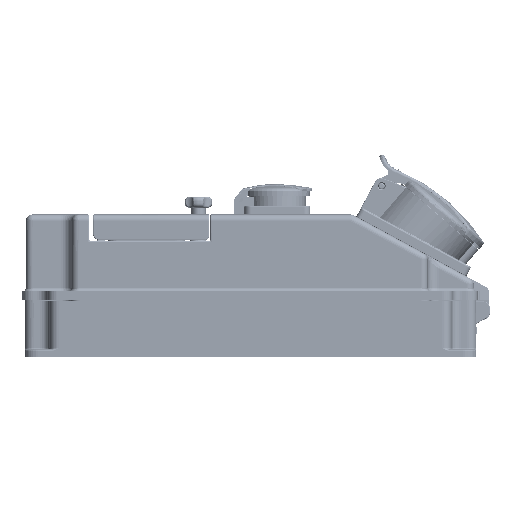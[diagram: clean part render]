
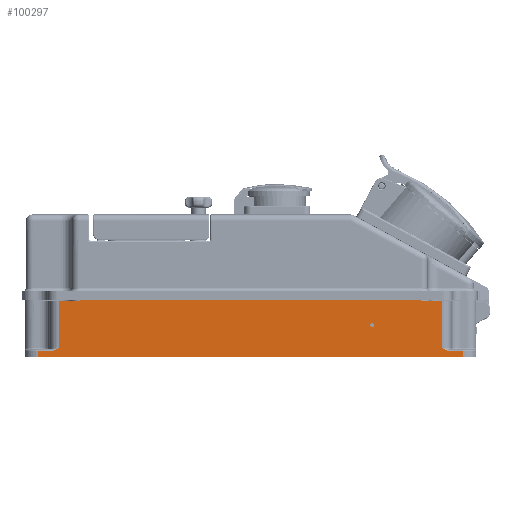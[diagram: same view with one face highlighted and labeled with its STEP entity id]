
A CAD part, left-side view. The second image highlights one B-rep face of the part: STEP entity #100297.
In plain terms, the highlighted planar face has unit normal (-1, 0, 0).
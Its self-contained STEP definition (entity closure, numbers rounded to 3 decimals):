
#8943=CARTESIAN_POINT('',(-66.5,129.5,46.121));
#8948=DIRECTION('',(0.,0.,-1.));
#8949=VECTOR('',#8948,4.621);
#8950=CARTESIAN_POINT('',(-66.5,129.5,46.121));
#8951=LINE('',#8950,#8949);
#8969=DIRECTION('',(0.,-1.,0.));
#8970=VECTOR('',#8969,258.45);
#8971=CARTESIAN_POINT('',(-66.5,129.5,46.121));
#8972=LINE('',#8971,#8970);
#8976=CARTESIAN_POINT('',(-66.5,-128.95,46.121));
#8977=CARTESIAN_POINT('',(-66.5,-129.01,46.121));
#8978=CARTESIAN_POINT('',(-66.5,-129.131,46.11));
#8979=CARTESIAN_POINT('',(-66.5,-129.315,46.059));
#8980=CARTESIAN_POINT('',(-66.5,-129.438,46.002));
#8981=CARTESIAN_POINT('',(-66.5,-129.5,45.967));
#8986=CARTESIAN_POINT('',(-66.5,-145.5,
6.));
#8987=CARTESIAN_POINT('',(-66.5,-146.174,
5.587));
#8988=CARTESIAN_POINT('',(-66.5,-147.462,
4.888));
#8989=CARTESIAN_POINT('',(-66.5,-149.131,
4.187));
#8990=CARTESIAN_POINT('',(-66.5,-150.247,
4.016));
#8991=CARTESIAN_POINT('',(-66.5,-150.792,
4.));
#8996=DIRECTION('',(0.,1.,0.));
#8997=VECTOR('',#8996,323.);
#8998=CARTESIAN_POINT('',(-66.5,-161.5,-1.));
#8999=LINE('',#8998,#8997);
#9003=DIRECTION('',(0.,-1.,0.));
#9004=VECTOR('',#9003,10.708);
#9005=CARTESIAN_POINT('',(-66.5,161.5,4.));
#9006=LINE('',#9005,#9004);
#9010=CARTESIAN_POINT('',(-66.5,150.792,4.));
#9011=CARTESIAN_POINT('',(-66.5,150.252,4.015));
#9012=CARTESIAN_POINT('',(-66.5,149.141,4.184));
#9013=CARTESIAN_POINT('',(-66.5,147.463,4.887));
#9014=CARTESIAN_POINT('',(-66.5,146.174,5.587));
#9015=CARTESIAN_POINT('',(-66.5,145.5,6.));
#9020=DIRECTION('',(0.,0.,1.));
#9021=VECTOR('',#9020,35.5);
#9022=CARTESIAN_POINT('',(-66.5,145.5,6.));
#9023=LINE('',#9022,#9021);
#9027=CARTESIAN_POINT('',(-66.5,-92.5,23.5));
#9028=DIRECTION('',(-1.,0.,0.));
#9029=DIRECTION('',(0.,0.,1.));
#9030=AXIS2_PLACEMENT_3D('',#9027,#9028,#9029);
#9035=CARTESIAN_POINT('',(-66.5,-92.5,23.5));
#9036=DIRECTION('',(-1.,0.,0.));
#9037=DIRECTION('',(0.,0.,-1.));
#9038=AXIS2_PLACEMENT_3D('',#9035,#9036,#9037);
#19454=DIRECTION('',(0.,0.,1.));
#19455=VECTOR('',#19454,5.);
#19456=CARTESIAN_POINT('',(-66.5,-161.5,-1.));
#19457=LINE('',#19456,#19455);
#22294=DIRECTION('',(0.,1.,0.));
#22295=VECTOR('',#22294,16.);
#22296=CARTESIAN_POINT('',(-66.5,129.5,41.5));
#22297=LINE('',#22296,#22295);
#22525=DIRECTION('',(0.,0.,-1.));
#22526=VECTOR('',#22525,5.);
#22527=CARTESIAN_POINT('',(-66.5,161.5,4.));
#22528=LINE('',#22527,#22526);
#46844=DIRECTION('',(0.,1.,0.));
#46845=VECTOR('',#46844,10.708);
#46846=CARTESIAN_POINT('',(-66.5,-161.5,4.));
#46847=LINE('',#46846,#46845);
#46892=DIRECTION('',(0.,0.,1.));
#46893=VECTOR('',#46892,35.5);
#46894=CARTESIAN_POINT('',(-66.5,-145.5,
6.));
#46895=LINE('',#46894,#46893);
#46972=DIRECTION('',(0.,1.,0.));
#46973=VECTOR('',#46972,16.);
#46974=CARTESIAN_POINT('',(-66.5,-145.5,41.5));
#46975=LINE('',#46974,#46973);
#46993=DIRECTION('',(0.,0.,1.));
#46994=VECTOR('',#46993,4.467);
#46995=CARTESIAN_POINT('',(-66.5,-129.5,41.5));
#46996=LINE('',#46995,#46994);
#84421=VERTEX_POINT('',#8943);
#84422=CARTESIAN_POINT('',(-66.5,129.5,41.5));
#84423=VERTEX_POINT('',#84422);
#84424=CARTESIAN_POINT('',(-66.5,-128.95,46.121));
#84425=VERTEX_POINT('',#84424);
#84430=VERTEX_POINT('',#8981);
#84431=CARTESIAN_POINT('',(-66.5,-129.5,41.5));
#84432=VERTEX_POINT('',#84431);
#84433=CARTESIAN_POINT('',(-66.5,-145.5,41.5));
#84434=VERTEX_POINT('',#84433);
#84435=CARTESIAN_POINT('',(-66.5,-145.5,
6.));
#84436=VERTEX_POINT('',#84435);
#84437=VERTEX_POINT('',#8991);
#84438=CARTESIAN_POINT('',(-66.5,-161.5,4.));
#84439=VERTEX_POINT('',#84438);
#84440=CARTESIAN_POINT('',(-66.5,-161.5,-1.));
#84441=VERTEX_POINT('',#84440);
#84442=CARTESIAN_POINT('',(-66.5,161.5,-1.));
#84443=VERTEX_POINT('',#84442);
#84444=CARTESIAN_POINT('',(-66.5,161.5,4.));
#84445=VERTEX_POINT('',#84444);
#84446=CARTESIAN_POINT('',(-66.5,150.792,
4.));
#84447=VERTEX_POINT('',#84446);
#84448=VERTEX_POINT('',#9015);
#84449=CARTESIAN_POINT('',(-66.5,145.5,41.5));
#84450=VERTEX_POINT('',#84449);
#84451=CARTESIAN_POINT('',(-66.5,-92.5,25.));
#84452=CARTESIAN_POINT('',(-66.5,-92.5,22.));
#84453=VERTEX_POINT('',#84451);
#84454=VERTEX_POINT('',#84452);
#100256=CARTESIAN_POINT('',(-66.5,161.5,0.));
#100257=DIRECTION('',(-1.,0.,0.));
#100258=DIRECTION('',(0.,-1.,0.));
#100259=AXIS2_PLACEMENT_3D('',#100256,#100257,#100258);
#100260=PLANE('',#100259);
#100261=ORIENTED_EDGE('',*,*,#100237,.T.);
#100263=ORIENTED_EDGE('',*,*,#100262,.T.);
#100265=ORIENTED_EDGE('',*,*,#100264,.F.);
#100267=ORIENTED_EDGE('',*,*,#100266,.F.);
#100269=ORIENTED_EDGE('',*,*,#100268,.F.);
#100271=ORIENTED_EDGE('',*,*,#100270,.T.);
#100273=ORIENTED_EDGE('',*,*,#100272,.F.);
#100275=ORIENTED_EDGE('',*,*,#100274,.F.);
#100277=ORIENTED_EDGE('',*,*,#100276,.T.);
#100279=ORIENTED_EDGE('',*,*,#100278,.F.);
#100281=ORIENTED_EDGE('',*,*,#100280,.T.);
#100283=ORIENTED_EDGE('',*,*,#100282,.T.);
#100285=ORIENTED_EDGE('',*,*,#100284,.T.);
#100287=ORIENTED_EDGE('',*,*,#100286,.F.);
#100288=ORIENTED_EDGE('',*,*,#100214,.F.);
#100289=EDGE_LOOP('',(#100261,#100263,#100265,#100267,#100269,#100271,#100273,
#100275,#100277,#100279,#100281,#100283,#100285,#100287,#100288));
#100290=FACE_OUTER_BOUND('',#100289,.F.);
#100292=ORIENTED_EDGE('',*,*,#100291,.T.);
#100294=ORIENTED_EDGE('',*,*,#100293,.T.);
#100295=EDGE_LOOP('',(#100292,#100294));
#100296=FACE_BOUND('',#100295,.F.);
#8982=B_SPLINE_CURVE_WITH_KNOTS('',3,(#8976,#8977,#8978,#8979,#8980,#8981),
.UNSPECIFIED.,.F.,.F.,(4,1,1,4),(0.,0.333,0.667,1.),
.UNSPECIFIED.);
#8992=B_SPLINE_CURVE_WITH_KNOTS('',3,(#8986,#8987,#8988,#8989,#8990,#8991),
.UNSPECIFIED.,.F.,.F.,(4,1,1,4),(0.,0.333,0.667,1.),
.UNSPECIFIED.);
#9016=B_SPLINE_CURVE_WITH_KNOTS('',3,(#9010,#9011,#9012,#9013,#9014,#9015),
.UNSPECIFIED.,.F.,.F.,(4,1,1,4),(0.,0.333,0.667,1.),
.UNSPECIFIED.);
#9031=CIRCLE('',#9030,1.5);
#9039=CIRCLE('',#9038,1.5);
#100214=EDGE_CURVE('',#84421,#84423,#8951,.T.);
#100237=EDGE_CURVE('',#84421,#84425,#8972,.T.);
#100262=EDGE_CURVE('',#84425,#84430,#8982,.T.);
#100264=EDGE_CURVE('',#84432,#84430,#46996,.T.);
#100266=EDGE_CURVE('',#84434,#84432,#46975,.T.);
#100268=EDGE_CURVE('',#84436,#84434,#46895,.T.);
#100270=EDGE_CURVE('',#84436,#84437,#8992,.T.);
#100272=EDGE_CURVE('',#84439,#84437,#46847,.T.);
#100274=EDGE_CURVE('',#84441,#84439,#19457,.T.);
#100276=EDGE_CURVE('',#84441,#84443,#8999,.T.);
#100278=EDGE_CURVE('',#84445,#84443,#22528,.T.);
#100280=EDGE_CURVE('',#84445,#84447,#9006,.T.);
#100282=EDGE_CURVE('',#84447,#84448,#9016,.T.);
#100284=EDGE_CURVE('',#84448,#84450,#9023,.T.);
#100286=EDGE_CURVE('',#84423,#84450,#22297,.T.);
#100291=EDGE_CURVE('',#84453,#84454,#9031,.T.);
#100293=EDGE_CURVE('',#84454,#84453,#9039,.T.);
#100297=ADVANCED_FACE('',(#100290,#100296),#100260,.T.);
